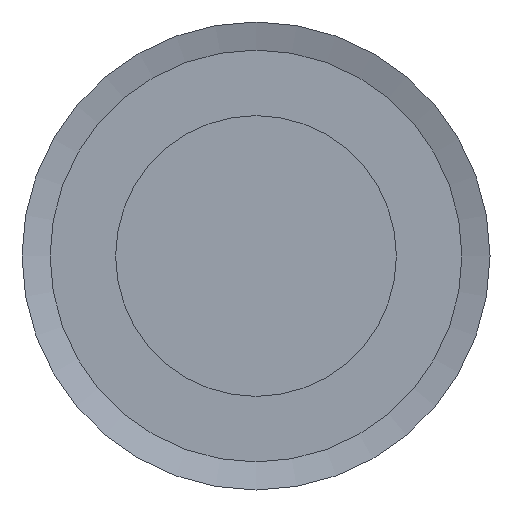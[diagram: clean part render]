
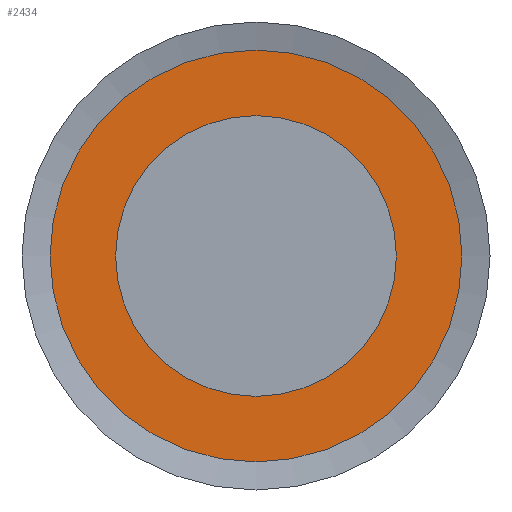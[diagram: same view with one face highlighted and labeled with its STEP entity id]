
A CAD part, left-side view. The second image highlights one B-rep face of the part: STEP entity #2434.
In plain terms, the highlighted face is planar.
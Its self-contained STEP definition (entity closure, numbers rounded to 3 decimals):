
#91=PLANE('',#2579);
#126=CIRCLE('',#2570,7.5);
#130=CIRCLE('',#2578,11.);
#306=VERTEX_POINT('',#3699);
#313=VERTEX_POINT('',#3718);
#314=VERTEX_POINT('',#3720);
#949=EDGE_CURVE('',#306,#306,#126,.T.);
#959=EDGE_CURVE('',#313,#314,#130,.T.);
#960=EDGE_CURVE('',#314,#313,#130,.T.);
#1370=ORIENTED_EDGE('',*,*,#949,.T.);
#1371=ORIENTED_EDGE('',*,*,#959,.F.);
#1372=ORIENTED_EDGE('',*,*,#960,.F.);
#2147=EDGE_LOOP('',(#1370));
#2148=EDGE_LOOP('',(#1371,#1372));
#2291=FACE_BOUND('',#2147,.T.);
#2292=FACE_BOUND('',#2148,.T.);
#2434=ADVANCED_FACE('',(#2291,#2292),#91,.T.);
#2570=AXIS2_PLACEMENT_3D('',#3701,#2898,#2899);
#2578=AXIS2_PLACEMENT_3D('',#3719,#2916,#2917);
#2579=AXIS2_PLACEMENT_3D('',#3721,#2918,$);
#2898=DIRECTION('',(0.,-1.,0.));
#2899=DIRECTION('',(0.,0.,-7.5));
#2916=DIRECTION('',(0.,-1.,0.));
#2917=DIRECTION('',(0.,0.,-11.));
#2918=DIRECTION('',(0.,1.,0.));
#3699=CARTESIAN_POINT('',(0.,1.,-7.5));
#3701=CARTESIAN_POINT('',(0.,1.,0.));
#3718=CARTESIAN_POINT('',(0.,1.,11.));
#3719=CARTESIAN_POINT('',(0.,1.,0.));
#3720=CARTESIAN_POINT('',(0.,1.,-11.));
#3721=CARTESIAN_POINT('',(11.,1.,0.));
